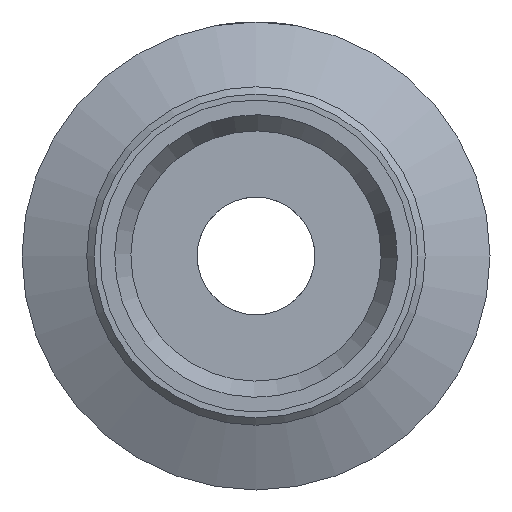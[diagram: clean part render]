
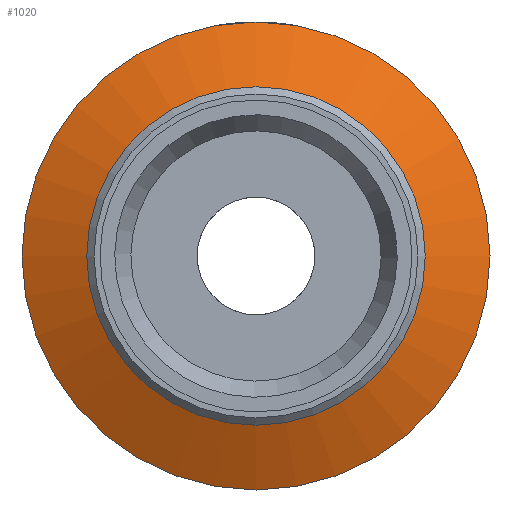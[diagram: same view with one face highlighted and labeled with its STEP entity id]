
A CAD part, front view. The second image highlights one B-rep face of the part: STEP entity #1020.
In plain terms, the highlighted conical face has half-angle 65 degrees and reference radius 15.9 mm.
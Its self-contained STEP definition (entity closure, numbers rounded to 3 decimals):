
#75=CONICAL_SURFACE('',#1175,15.9,1.134);
#109=FACE_OUTER_BOUND('',#171,.T.);
#171=EDGE_LOOP('',(#847,#848,#849,#850,#851,#852));
#225=LINE('',#1761,#277);
#277=VECTOR('',#1460,15.9);
#380=CIRCLE('',#1173,11.5);
#381=CIRCLE('',#1174,11.5);
#382=CIRCLE('',#1176,15.9);
#383=CIRCLE('',#1177,15.9);
#470=VERTEX_POINT('',#1752);
#471=VERTEX_POINT('',#1754);
#472=VERTEX_POINT('',#1758);
#473=VERTEX_POINT('',#1759);
#607=EDGE_CURVE('',#470,#471,#380,.T.);
#608=EDGE_CURVE('',#471,#470,#381,.T.);
#609=EDGE_CURVE('',#472,#473,#382,.T.);
#610=EDGE_CURVE('',#473,#471,#225,.T.);
#611=EDGE_CURVE('',#473,#472,#383,.T.);
#847=ORIENTED_EDGE('',*,*,#609,.T.);
#848=ORIENTED_EDGE('',*,*,#610,.T.);
#849=ORIENTED_EDGE('',*,*,#607,.F.);
#850=ORIENTED_EDGE('',*,*,#608,.F.);
#851=ORIENTED_EDGE('',*,*,#610,.F.);
#852=ORIENTED_EDGE('',*,*,#611,.T.);
#1020=ADVANCED_FACE('',(#109),#75,.T.);
#1173=AXIS2_PLACEMENT_3D('',#1755,#1452,#1453);
#1174=AXIS2_PLACEMENT_3D('',#1756,#1454,#1455);
#1175=AXIS2_PLACEMENT_3D('',#1757,#1456,#1457);
#1176=AXIS2_PLACEMENT_3D('',#1760,#1458,#1459);
#1177=AXIS2_PLACEMENT_3D('',#1762,#1461,#1462);
#1452=DIRECTION('center_axis',(0.,-1.,0.));
#1453=DIRECTION('ref_axis',(0.,0.,-1.));
#1454=DIRECTION('center_axis',(0.,-1.,0.));
#1455=DIRECTION('ref_axis',(0.,0.,-1.));
#1456=DIRECTION('center_axis',(0.,1.,0.));
#1457=DIRECTION('ref_axis',(0.,0.,1.));
#1458=DIRECTION('center_axis',(0.,-1.,0.));
#1459=DIRECTION('ref_axis',(0.,0.,-1.));
#1460=DIRECTION('',(0.,-0.423,0.906));
#1461=DIRECTION('center_axis',(0.,-1.,0.));
#1462=DIRECTION('ref_axis',(0.,0.,-1.));
#1752=CARTESIAN_POINT('',(-9.723,-11.004,58.498));
#1754=CARTESIAN_POINT('',(-9.723,-11.004,35.498));
#1755=CARTESIAN_POINT('Origin',(-9.723,-11.004,46.998));
#1756=CARTESIAN_POINT('Origin',(-9.723,-11.004,46.998));
#1757=CARTESIAN_POINT('Origin',(-9.723,-8.952,46.998));
#1758=CARTESIAN_POINT('',(-9.723,-8.952,62.898));
#1759=CARTESIAN_POINT('',(-9.723,-8.952,31.098));
#1760=CARTESIAN_POINT('Origin',(-9.723,-8.952,46.998));
#1761=CARTESIAN_POINT('',(-9.723,-8.952,31.098));
#1762=CARTESIAN_POINT('Origin',(-9.723,-8.952,46.998));
